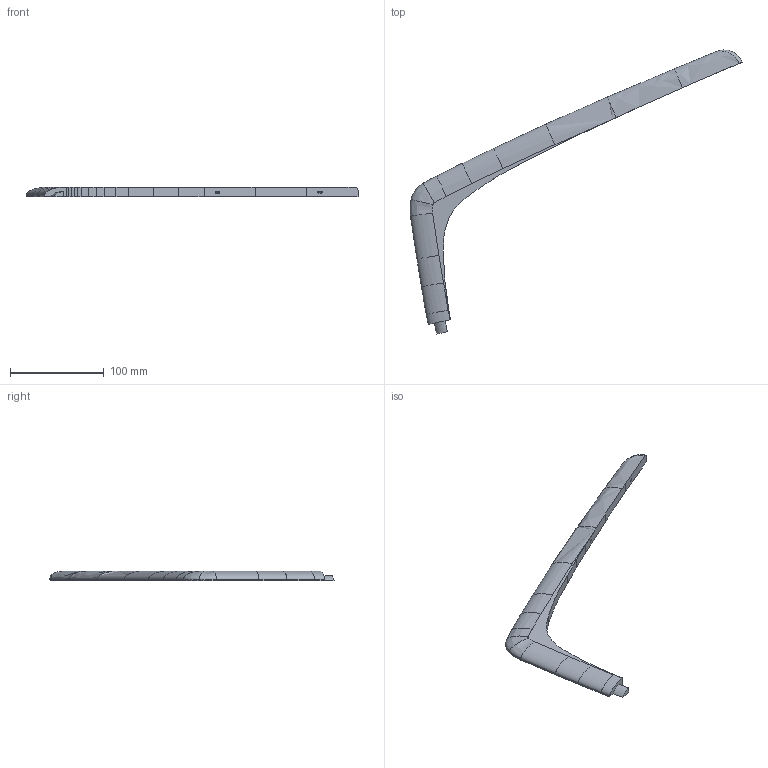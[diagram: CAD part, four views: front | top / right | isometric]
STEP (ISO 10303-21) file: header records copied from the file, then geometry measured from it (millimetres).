
FILE_DESCRIPTION (( 'STEP AP214' ), '1' );
FILE_NAME ('Bumperhoekstrip_achter_245_L_2.STEP', '2019-10-14T19:14:22', ( '' ), ( '' ), 'SwSTEP 2.0', 'SolidWorks 2016', '' );
FILE_SCHEMA (( 'AUTOMOTIVE_DESIGN' ));
Length unit declared in the file: millimetre
Products named in the file (1): Bumperhoekstrip_achter_245_L_2
Bounding box: 354.22 x 303.07 x 10.5 mm (x, y, z)
Volume: 116888.8 mm3; surface area: 36098.2 mm2
Topology: 1 solids, 1 shells, 233 faces, 622 edges, 411 vertices
Faces by surface type: plane 135, bspline 79, cylinder 19
Entity records: 11484 total; most frequent: CARTESIAN_POINT 6223, ORIENTED_EDGE 1242, DIRECTION 780, EDGE_CURVE 621, VERTEX_POINT 411, LINE 408, VECTOR 408, EDGE_LOOP 254
